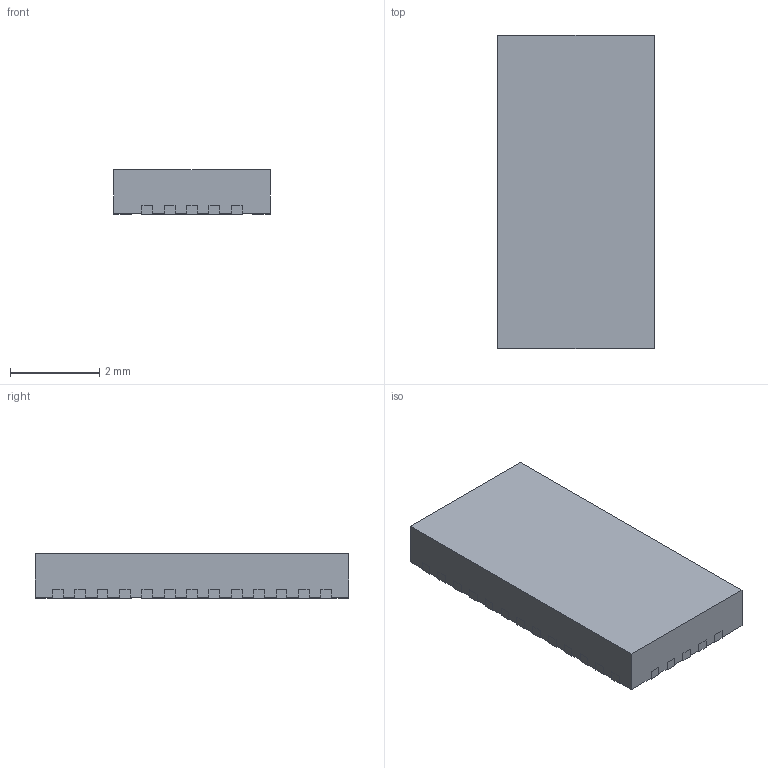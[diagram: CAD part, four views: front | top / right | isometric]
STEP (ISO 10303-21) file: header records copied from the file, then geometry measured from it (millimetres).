
FILE_DESCRIPTION((''),'2;1');
FILE_NAME('QFN_ASM','2018-05-21T14:21:33',('a0412086'),(''),'CREO PARAMETRIC BY PTC INC, 2017260','CREO PARAMETRIC BY PTC INC, 2017260','');
FILE_SCHEMA(('AUTOMOTIVE_DESIGN { 1 0 10303 214 1 1 1 1 }'));
Length unit declared in the file: millimetre
Products named in the file (4): FRAME; BODY; PIN1_AREA; QFN_ASM
Assembly tree (3 placements, depth 2):
  QFN_ASM
    FRAME
    BODY
    PIN1_AREA
Bounding box: 3.5 x 7 x 1 mm (x, y, z)
Volume: 24.3 mm3; surface area: 120.1 mm2
Topology: 39 solids, 39 shells, 534 faces, 1362 edges, 908 vertices
Faces by surface type: plane 390, cylinder 144
Entity records: 21012 total; most frequent: CARTESIAN_POINT 2854, DIRECTION 2784, ORIENTED_EDGE 2724, PRESENTATION_STYLE_ASSIGNMENT 1438, STYLED_ITEM 1402, CURVE_STYLE 1362, EDGE_CURVE 1362, VECTOR 1074
